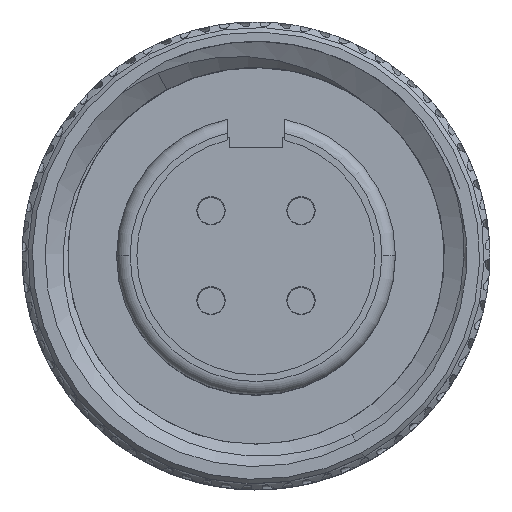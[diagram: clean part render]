
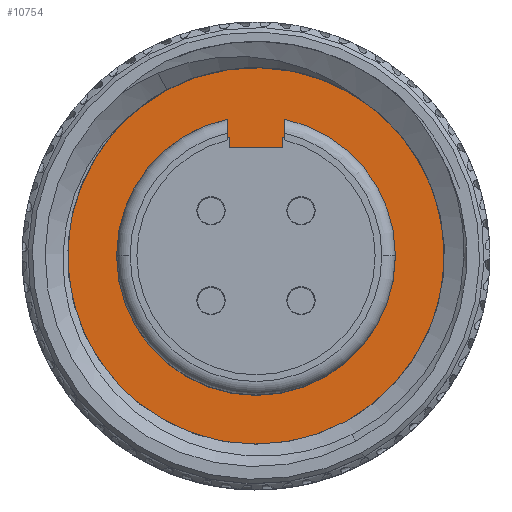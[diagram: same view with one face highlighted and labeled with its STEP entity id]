
A CAD part, top view. The second image highlights one B-rep face of the part: STEP entity #10754.
In plain terms, the highlighted planar face has unit normal (0, 0, 1).
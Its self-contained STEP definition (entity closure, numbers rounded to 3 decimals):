
#79 = AXIS2_PLACEMENT_3D ( 'NONE', #41851, #98728, #50071 ) ;
#1473 = CARTESIAN_POINT ( 'NONE',  ( 0., 0., -4.5 ) ) ;
#2263 = EDGE_LOOP ( 'NONE', ( #24804, #6945, #88974, #10552, #9322, #12885, #6731, #56384, #82258, #38220 ) ) ;
#2758 = CARTESIAN_POINT ( 'NONE',  ( 0., 0., -4.5 ) ) ;
#2775 = AXIS2_PLACEMENT_3D ( 'NONE', #42956, #99856, #51183 ) ;
#5422 = EDGE_LOOP ( 'NONE', ( #52551, #67930 ) ) ;
#6194 = VECTOR ( 'NONE', #90722, 1000. ) ;
#6214 = LINE ( 'NONE', #101565, #49355 ) ;
#6731 = ORIENTED_EDGE ( 'NONE', *, *, #22309, .F. ) ;
#6873 = CARTESIAN_POINT ( 'NONE',  ( 0., 0., -4.5 ) ) ;
#6945 = ORIENTED_EDGE ( 'NONE', *, *, #56533, .F. ) ;
#8276 = VERTEX_POINT ( 'NONE', #77328 ) ;
#8632 = EDGE_CURVE ( 'NONE', #18093, #34486, #10518, .T. ) ;
#8865 = CARTESIAN_POINT ( 'NONE',  ( 0.6, 2.632, -4.5 ) ) ;
#9255 = EDGE_CURVE ( 'NONE', #84346, #68619, #64057, .T. ) ;
#9322 = ORIENTED_EDGE ( 'NONE', *, *, #8632, .F. ) ;
#9586 = CIRCLE ( 'NONE', #68558, 4.19 ) ;
#9591 = DIRECTION ( 'NONE',  ( 1., 0., 0. ) ) ;
#9839 = CARTESIAN_POINT ( 'NONE',  ( -0.635, 4.371, -4.5 ) ) ;
#10518 = CIRCLE ( 'NONE', #39382, 2.7 ) ;
#10552 = ORIENTED_EDGE ( 'NONE', *, *, #41711, .F. ) ;
#10754 = ADVANCED_FACE ( 'NONE', ( #43588, #22032 ), #24602, .F. ) ;
#10823 = CIRCLE ( 'NONE', #94156, 4.19 ) ;
#10844 = LINE ( 'NONE', #9839, #54042 ) ;
#10882 = DIRECTION ( 'NONE',  ( 1., 0., 0. ) ) ;
#11525 = CARTESIAN_POINT ( 'NONE',  ( -0.635, 3.034, -4.5 ) ) ;
#12350 = EDGE_CURVE ( 'NONE', #68619, #71381, #34609, .T. ) ;
#12885 = ORIENTED_EDGE ( 'NONE', *, *, #81380, .T. ) ;
#14821 = CARTESIAN_POINT ( 'NONE',  ( 0.635, 2.624, -4.5 ) ) ;
#14991 = DIRECTION ( 'NONE',  ( -1., 0., 0. ) ) ;
#16415 = CARTESIAN_POINT ( 'NONE',  ( 0., 0., -4.5 ) ) ;
#18093 = VERTEX_POINT ( 'NONE', #14821 ) ;
#20302 = CARTESIAN_POINT ( 'NONE',  ( -0.635, 2.624, -4.5 ) ) ;
#21357 = EDGE_CURVE ( 'NONE', #48632, #48058, #9586, .T. ) ;
#22032 = FACE_BOUND ( 'NONE', #2263, .T. ) ;
#22309 = EDGE_CURVE ( 'NONE', #71381, #95573, #70535, .T. ) ;
#24539 = DIRECTION ( 'NONE',  ( -1., 0., 0. ) ) ;
#24602 = PLANE ( 'NONE',  #85833 ) ;
#24804 = ORIENTED_EDGE ( 'NONE', *, *, #51280, .F. ) ;
#25234 = AXIS2_PLACEMENT_3D ( 'NONE', #2758, #59542, #10882 ) ;
#30247 = LINE ( 'NONE', #98891, #6194 ) ;
#31604 = VERTEX_POINT ( 'NONE', #20302 ) ;
#32753 = DIRECTION ( 'NONE',  ( -1., 0., 0. ) ) ;
#34486 = VERTEX_POINT ( 'NONE', #8865 ) ;
#34609 = CIRCLE ( 'NONE', #25234, 3.1 ) ;
#38220 = ORIENTED_EDGE ( 'NONE', *, *, #60896, .T. ) ;
#39382 = AXIS2_PLACEMENT_3D ( 'NONE', #92877, #44191, #101090 ) ;
#41711 = EDGE_CURVE ( 'NONE', #34486, #44000, #52113, .T. ) ;
#41851 = CARTESIAN_POINT ( 'NONE',  ( 0., 0., -4.5 ) ) ;
#42083 = DIRECTION ( 'NONE',  ( 0., -1., 0. ) ) ;
#42255 = CARTESIAN_POINT ( 'NONE',  ( -1.983, 3.691, -4.5 ) ) ;
#42956 = CARTESIAN_POINT ( 'NONE',  ( 0., 0., -4.5 ) ) ;
#43588 = FACE_OUTER_BOUND ( 'NONE', #5422, .T. ) ;
#44000 = VERTEX_POINT ( 'NONE', #94410 ) ;
#44191 = DIRECTION ( 'NONE',  ( 0., 0., 1. ) ) ;
#46586 = EDGE_CURVE ( 'NONE', #44000, #90475, #30247, .T. ) ;
#48058 = VERTEX_POINT ( 'NONE', #42255 ) ;
#48343 = CARTESIAN_POINT ( 'NONE',  ( 0.635, 3.034, -4.5 ) ) ;
#48632 = VERTEX_POINT ( 'NONE', #103805 ) ;
#49355 = VECTOR ( 'NONE', #52890, 1000. ) ;
#50071 = DIRECTION ( 'NONE',  ( -1., 0., 0. ) ) ;
#51183 = DIRECTION ( 'NONE',  ( 1., 0., 0. ) ) ;
#51280 = EDGE_CURVE ( 'NONE', #8276, #31604, #54245, .T. ) ;
#52113 = LINE ( 'NONE', #57022, #95314 ) ;
#52551 = ORIENTED_EDGE ( 'NONE', *, *, #21357, .T. ) ;
#52890 = DIRECTION ( 'NONE',  ( 0., 1., 0. ) ) ;
#54042 = VECTOR ( 'NONE', #42083, 1000. ) ;
#54245 = CIRCLE ( 'NONE', #79, 2.7 ) ;
#56384 = ORIENTED_EDGE ( 'NONE', *, *, #12350, .F. ) ;
#56533 = EDGE_CURVE ( 'NONE', #90475, #8276, #59131, .T. ) ;
#56804 = EDGE_CURVE ( 'NONE', #48058, #48632, #10823, .T. ) ;
#57022 = CARTESIAN_POINT ( 'NONE',  ( 0.6, 3.1, -4.5 ) ) ;
#58235 = DIRECTION ( 'NONE',  ( 0., 0., 1. ) ) ;
#59131 = LINE ( 'NONE', #88258, #102366 ) ;
#59542 = DIRECTION ( 'NONE',  ( 0., 0., 1. ) ) ;
#60896 = EDGE_CURVE ( 'NONE', #84346, #31604, #10844, .T. ) ;
#62663 = CARTESIAN_POINT ( 'NONE',  ( 3.1, 0., -4.5 ) ) ;
#63671 = DIRECTION ( 'NONE',  ( 0., 0., 1. ) ) ;
#64057 = CIRCLE ( 'NONE', #2775, 3.1 ) ;
#65216 = DIRECTION ( 'NONE',  ( 0., -1., 0. ) ) ;
#67930 = ORIENTED_EDGE ( 'NONE', *, *, #56804, .T. ) ;
#68558 = AXIS2_PLACEMENT_3D ( 'NONE', #16415, #73242, #24539 ) ;
#68619 = VERTEX_POINT ( 'NONE', #70077 ) ;
#70077 = CARTESIAN_POINT ( 'NONE',  ( -3.1, 0., -4.5 ) ) ;
#70535 = CIRCLE ( 'NONE', #80834, 3.1 ) ;
#71381 = VERTEX_POINT ( 'NONE', #62663 ) ;
#72605 = CARTESIAN_POINT ( 'NONE',  ( 0., 3.1, -4.5 ) ) ;
#73242 = DIRECTION ( 'NONE',  ( 0., 0., 1. ) ) ;
#73896 = CARTESIAN_POINT ( 'NONE',  ( -0.6, 2.4, -4.5 ) ) ;
#77328 = CARTESIAN_POINT ( 'NONE',  ( -0.6, 2.632, -4.5 ) ) ;
#80834 = AXIS2_PLACEMENT_3D ( 'NONE', #1473, #58235, #9591 ) ;
#81380 = EDGE_CURVE ( 'NONE', #18093, #95573, #6214, .T. ) ;
#81474 = DIRECTION ( 'NONE',  ( 0., 0., -1. ) ) ;
#82258 = ORIENTED_EDGE ( 'NONE', *, *, #9255, .F. ) ;
#84346 = VERTEX_POINT ( 'NONE', #11525 ) ;
#85833 = AXIS2_PLACEMENT_3D ( 'NONE', #72605, #81474, #32753 ) ;
#88258 = CARTESIAN_POINT ( 'NONE',  ( -0.6, 3.1, -4.5 ) ) ;
#88974 = ORIENTED_EDGE ( 'NONE', *, *, #46586, .F. ) ;
#90475 = VERTEX_POINT ( 'NONE', #73896 ) ;
#90722 = DIRECTION ( 'NONE',  ( -1., 0., 0. ) ) ;
#92877 = CARTESIAN_POINT ( 'NONE',  ( 0., 0., -4.5 ) ) ;
#94156 = AXIS2_PLACEMENT_3D ( 'NONE', #6873, #63671, #14991 ) ;
#94410 = CARTESIAN_POINT ( 'NONE',  ( 0.6, 2.4, -4.5 ) ) ;
#95314 = VECTOR ( 'NONE', #65216, 1000. ) ;
#95573 = VERTEX_POINT ( 'NONE', #48343 ) ;
#96420 = DIRECTION ( 'NONE',  ( 0., 1., 0. ) ) ;
#98728 = DIRECTION ( 'NONE',  ( 0., 0., 1. ) ) ;
#98891 = CARTESIAN_POINT ( 'NONE',  ( 0., 2.4, -4.5 ) ) ;
#99856 = DIRECTION ( 'NONE',  ( 0., 0., 1. ) ) ;
#101090 = DIRECTION ( 'NONE',  ( -1., 0., 0. ) ) ;
#101565 = CARTESIAN_POINT ( 'NONE',  ( 0.635, 4.371, -4.5 ) ) ;
#102366 = VECTOR ( 'NONE', #96420, 1000. ) ;
#103805 = CARTESIAN_POINT ( 'NONE',  ( 1.983, -3.691, -4.5 ) ) ;
